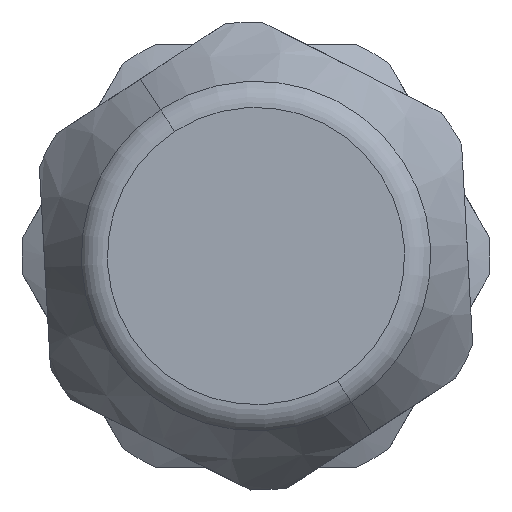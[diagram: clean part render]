
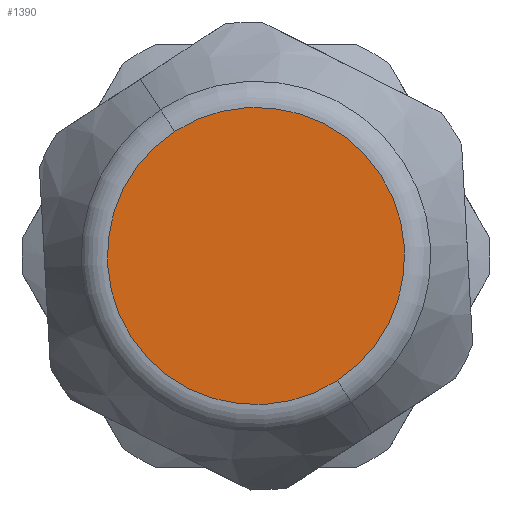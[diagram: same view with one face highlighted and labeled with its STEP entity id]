
A CAD part, front view. The second image highlights one B-rep face of the part: STEP entity #1390.
In plain terms, the highlighted planar face has unit normal (0, -1, 0).
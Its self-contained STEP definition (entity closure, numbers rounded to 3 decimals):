
#220 = CARTESIAN_POINT ( 'NONE',  ( 0., -15., 0. ) ) ;
#221 = DIRECTION ( 'NONE',  ( 0., -1., 0. ) ) ;
#222 = DIRECTION ( 'NONE',  ( -0.547, 0., 0.837 ) ) ;
#493 = CARTESIAN_POINT ( 'NONE',  ( 0., -15., 0. ) ) ;
#494 = DIRECTION ( 'NONE',  ( 0., -1., 0. ) ) ;
#495 = DIRECTION ( 'NONE',  ( -0.547, 0., 0.837 ) ) ;
#808 = EDGE_LOOP ( 'NONE', ( #1415, #1416 ) ) ;
#1130 = CARTESIAN_POINT ( 'NONE',  ( 2.671, -15., 0. ) ) ;
#1132 = PLANE ( 'NONE',  #1891 ) ;
#1134 = DIRECTION ( 'NONE',  ( 0., 1., 0. ) ) ;
#1135 = DIRECTION ( 'NONE',  ( 0., 0., 1. ) ) ;
#1226 = CARTESIAN_POINT ( 'NONE',  ( -2.692, -15., 4.121 ) ) ;
#1227 = CARTESIAN_POINT ( 'NONE',  ( 2.692, -15., -4.121 ) ) ;
#1390 = ADVANCED_FACE ( 'NONE', ( #1670 ), #1132, .F. ) ;
#1415 = ORIENTED_EDGE ( 'NONE', *, *, #1709, .T. ) ;
#1416 = ORIENTED_EDGE ( 'NONE', *, *, #1856, .T. ) ;
#1538 = VERTEX_POINT ( 'NONE', #1226 ) ;
#1539 = VERTEX_POINT ( 'NONE', #1227 ) ;
#1670 = FACE_OUTER_BOUND ( 'NONE', #808, .T. ) ;
#1709 = EDGE_CURVE ( 'NONE', #1538, #1539, #1924, .T. ) ;
#1856 = EDGE_CURVE ( 'NONE', #1539, #1538, #2048, .T. ) ;
#1891 = AXIS2_PLACEMENT_3D ( 'NONE', #1130, #1134, #1135 ) ;
#1924 = CIRCLE ( 'NONE', #2193, 4.923 ) ;
#2048 = CIRCLE ( 'NONE', #2244, 4.923 ) ;
#2193 = AXIS2_PLACEMENT_3D ( 'NONE', #493, #494, #495 ) ;
#2244 = AXIS2_PLACEMENT_3D ( 'NONE', #220, #221, #222 ) ;
